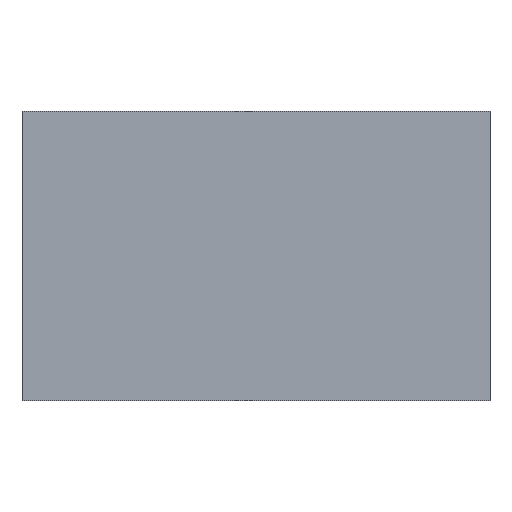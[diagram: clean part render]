
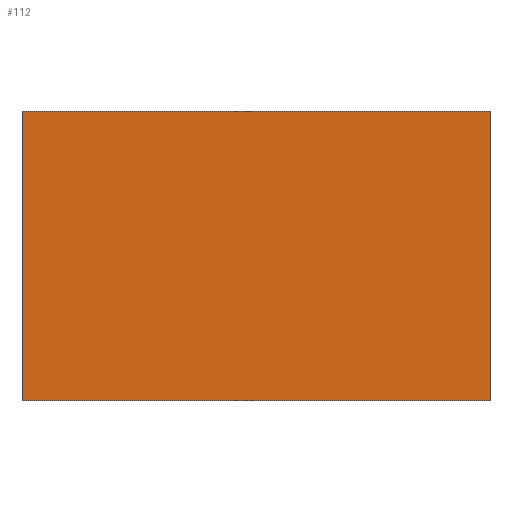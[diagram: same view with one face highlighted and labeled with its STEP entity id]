
A CAD part, front view. The second image highlights one B-rep face of the part: STEP entity #112.
In plain terms, the highlighted planar face has unit normal (0, -1, 0).
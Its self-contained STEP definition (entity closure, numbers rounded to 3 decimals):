
#26=FACE_OUTER_BOUND('',#32,.T.);
#32=EDGE_LOOP('',(#91,#92,#93,#94));
#35=LINE('',#179,#47);
#43=LINE('',#195,#55);
#45=LINE('',#198,#57);
#46=LINE('',#199,#58);
#47=VECTOR('',#147,1.);
#55=VECTOR('',#159,1.);
#57=VECTOR('',#163,1.);
#58=VECTOR('',#164,1.);
#59=VERTEX_POINT('',#177);
#60=VERTEX_POINT('',#178);
#65=VERTEX_POINT('',#192);
#66=VERTEX_POINT('',#194);
#67=EDGE_CURVE('',#59,#60,#35,.T.);
#75=EDGE_CURVE('',#65,#66,#43,.T.);
#77=EDGE_CURVE('',#65,#59,#45,.T.);
#78=EDGE_CURVE('',#66,#60,#46,.T.);
#91=ORIENTED_EDGE('',*,*,#75,.F.);
#92=ORIENTED_EDGE('',*,*,#77,.T.);
#93=ORIENTED_EDGE('',*,*,#67,.T.);
#94=ORIENTED_EDGE('',*,*,#78,.F.);
#106=PLANE('',#134);
#112=ADVANCED_FACE('',(#26),#106,.F.);
#134=AXIS2_PLACEMENT_3D('',#197,#161,#162);
#147=DIRECTION('',(0.,0.,1.));
#159=DIRECTION('',(0.,0.,1.));
#161=DIRECTION('center_axis',(0.,1.,0.));
#162=DIRECTION('ref_axis',(1.,0.,0.));
#163=DIRECTION('',(1.,0.,0.));
#164=DIRECTION('',(1.,0.,0.));
#177=CARTESIAN_POINT('',(0.85,-1.55,0.));
#178=CARTESIAN_POINT('',(0.85,-1.55,1.05));
#179=CARTESIAN_POINT('',(0.85,-1.55,0.));
#192=CARTESIAN_POINT('',(-0.85,-1.55,0.));
#194=CARTESIAN_POINT('',(-0.85,-1.55,1.05));
#195=CARTESIAN_POINT('',(-0.85,-1.55,0.));
#197=CARTESIAN_POINT('Origin',(-0.85,-1.55,0.));
#198=CARTESIAN_POINT('',(-0.85,-1.55,0.));
#199=CARTESIAN_POINT('',(-0.85,-1.55,1.05));
